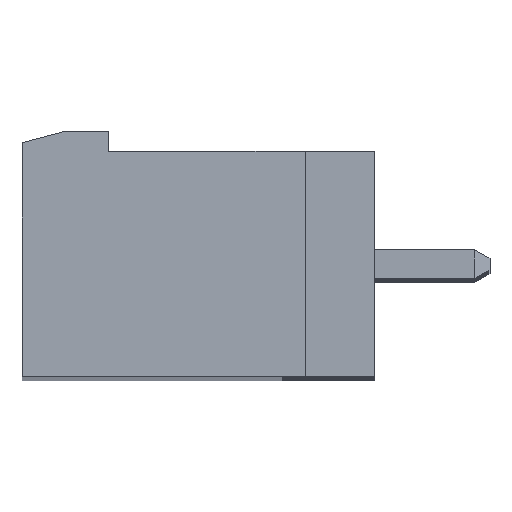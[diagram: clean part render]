
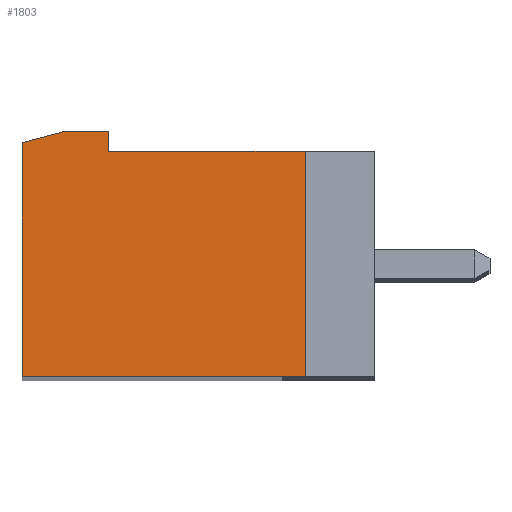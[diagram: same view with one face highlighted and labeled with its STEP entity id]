
A CAD part, top view. The second image highlights one B-rep face of the part: STEP entity #1803.
In plain terms, the highlighted planar face has unit normal (0, 0, 1).
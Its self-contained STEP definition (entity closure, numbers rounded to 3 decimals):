
#1803 = ADVANCED_FACE( '', ( #3704 ), #3705, .F. );
#3704 = FACE_OUTER_BOUND( '', #5644, .T. );
#3705 = PLANE( '', #5645 );
#5644 = EDGE_LOOP( '', ( #10996, #10997, #10998, #10999, #11000, #11001, #11002 ) );
#5645 = AXIS2_PLACEMENT_3D( '', #11003, #11004, #11005 );
#10996 = ORIENTED_EDGE( '', *, *, #12722, .F. );
#10997 = ORIENTED_EDGE( '', *, *, #12511, .F. );
#10998 = ORIENTED_EDGE( '', *, *, #12853, .F. );
#10999 = ORIENTED_EDGE( '', *, *, #12350, .F. );
#11000 = ORIENTED_EDGE( '', *, *, #13296, .F. );
#11001 = ORIENTED_EDGE( '', *, *, #12325, .F. );
#11002 = ORIENTED_EDGE( '', *, *, #12646, .F. );
#11003 = CARTESIAN_POINT( '', ( 197.225, 4.81, 67.04 ) );
#11004 = DIRECTION( '', ( 0., 0., -1. ) );
#11005 = DIRECTION( '', ( 0., -1., 0. ) );
#12325 = EDGE_CURVE( '', #15145, #15148, #15149, .T. );
#12350 = EDGE_CURVE( '', #15187, #15189, #15190, .T. );
#12511 = EDGE_CURVE( '', #15422, #15420, #15424, .T. );
#12646 = EDGE_CURVE( '', #15611, #15145, #15613, .T. );
#12722 = EDGE_CURVE( '', #15420, #15611, #15717, .T. );
#12853 = EDGE_CURVE( '', #15189, #15422, #15892, .T. );
#13296 = EDGE_CURVE( '', #15148, #15187, #16433, .T. );
#15145 = VERTEX_POINT( '', #19089 );
#15148 = VERTEX_POINT( '', #19093 );
#15149 = LINE( '', #19094, #19095 );
#15187 = VERTEX_POINT( '', #19148 );
#15189 = VERTEX_POINT( '', #19151 );
#15190 = LINE( '', #19152, #19153 );
#15420 = VERTEX_POINT( '', #19502 );
#15422 = VERTEX_POINT( '', #19505 );
#15424 = LINE( '', #19508, #19509 );
#15611 = VERTEX_POINT( '', #19801 );
#15613 = LINE( '', #19804, #19805 );
#15717 = LINE( '', #19969, #19970 );
#15892 = LINE( '', #20239, #20240 );
#16433 = LINE( '', #21053, #21054 );
#19089 = CARTESIAN_POINT( '', ( 204.225, 4.01, 67.04 ) );
#19093 = CARTESIAN_POINT( '', ( 204.225, -3.79, 67.04 ) );
#19094 = CARTESIAN_POINT( '', ( 204.225, -3.79, 67.04 ) );
#19095 = VECTOR( '', #22166, 1000. );
#19148 = CARTESIAN_POINT( '', ( 194.425, -3.79, 67.04 ) );
#19151 = CARTESIAN_POINT( '', ( 194.425, 4.31, 67.04 ) );
#19152 = CARTESIAN_POINT( '', ( 194.425, 4.41, 67.04 ) );
#19153 = VECTOR( '', #22201, 1000. );
#19502 = CARTESIAN_POINT( '', ( 197.425, 4.71, 67.04 ) );
#19505 = CARTESIAN_POINT( '', ( 195.918, 4.71, 67.04 ) );
#19508 = CARTESIAN_POINT( '', ( 197.425, 4.71, 67.04 ) );
#19509 = VECTOR( '', #22326, 1000. );
#19801 = CARTESIAN_POINT( '', ( 197.425, 4.01, 67.04 ) );
#19804 = CARTESIAN_POINT( '', ( 204.025, 4.01, 67.04 ) );
#19805 = VECTOR( '', #22427, 1000. );
#19969 = CARTESIAN_POINT( '', ( 197.425, 4.31, 67.04 ) );
#19970 = VECTOR( '', #22488, 1000. );
#20239 = CARTESIAN_POINT( '', ( 195.918, 4.71, 67.04 ) );
#20240 = VECTOR( '', #22595, 1000. );
#21053 = CARTESIAN_POINT( '', ( 194.225, -3.79, 67.04 ) );
#21054 = VECTOR( '', #22919, 1000. );
#22166 = DIRECTION( '', ( 0., -1., 0. ) );
#22201 = DIRECTION( '', ( 0., 1., 0. ) );
#22326 = DIRECTION( '', ( 1., 0., 0. ) );
#22427 = DIRECTION( '', ( 1., 0., 0. ) );
#22488 = DIRECTION( '', ( 0., -1., 0. ) );
#22595 = DIRECTION( '', ( 0.966, 0.259, 0. ) );
#22919 = DIRECTION( '', ( -1., 0., 0. ) );
